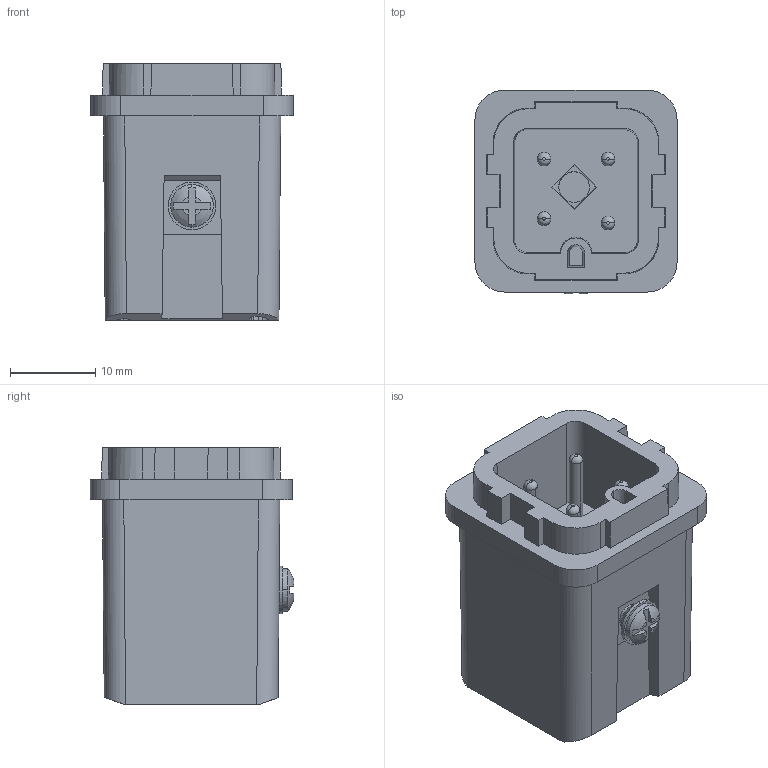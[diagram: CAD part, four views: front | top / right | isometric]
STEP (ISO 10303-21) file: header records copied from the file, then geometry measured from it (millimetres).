
FILE_DESCRIPTION(('HOOPS Exchange Step'),'2;1');
FILE_NAME('export-EC03B8FD-E2C5-4824-B698-99ADD10DECE9.stp','2023-02-01T15:38:29+01:00',('Engineering'),('Alibre'),'HOOPS Exchange 2021.0','Alibre','Unknown authorisation');
FILE_SCHEMA( ('AP242_MANAGED_MODEL_BASED_3D_ENGINEERING_MIM_LF {1 0 10303 442 1 1 4 }') );
Length unit declared in the file: millimetre
Products named in the file (2): 6237-1 Contact insert - HC-A03-I-PT-M - 1585252 - (3+PE) Male; 6237 Contact insert - HC-A03-I-PT-M - 1585252 - (3+PE) Male
Assembly tree (1 placements, depth 2):
  6237 Contact insert - HC-A03-I-PT-M - 1585252 - (3+PE) Male
    6237-1 Contact insert - HC-A03-I-PT-M - 1585252 - (3+PE) Male
Bounding box: 23.7 x 23.9 x 30.1 mm (x, y, z)
Volume: 9853 mm3; surface area: 5046.3 mm2
Topology: 1 solids, 1 shells, 368 faces, 1054 edges, 706 vertices
Faces by surface type: plane 217, cone 63, cylinder 62, bspline 16, torus 8, sphere 2
Entity records: 18382 total; most frequent: CARTESIAN_POINT 8717, ORIENTED_EDGE 2108, DIRECTION 1820, EDGE_CURVE 1054, VERTEX_POINT 706, VECTOR 640, LINE 640, AXIS2_PLACEMENT_3D 590
